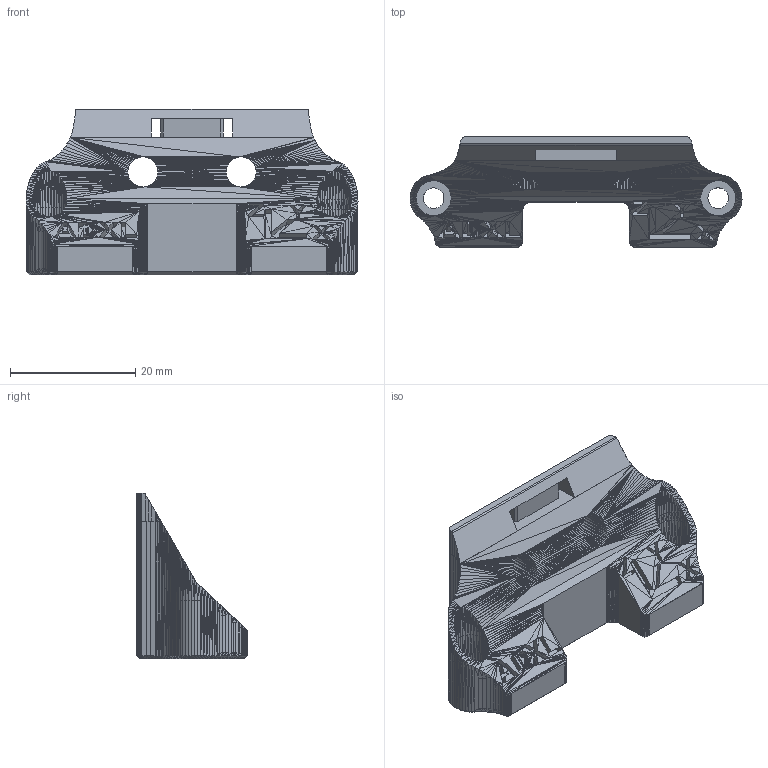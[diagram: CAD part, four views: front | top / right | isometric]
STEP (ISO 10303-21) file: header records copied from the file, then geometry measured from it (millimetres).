
FILE_DESCRIPTION(/* description */ (''),/* implementation_level */ '2;1');
FILE_NAME(/* name */ 'Adxl Mount v5.step',/* time_stamp */ '2021-09-05T21:22:39+02:00',/* author */ (''),/* organization */ (''),/* preprocessor_version */ 'ST-DEVELOPER v18.1',/* originating_system */ 'Autodesk Translation Framework v10.10.0.1391',/* authorisation */ '');
FILE_SCHEMA (('AUTOMOTIVE_DESIGN { 1 0 10303 214 3 1 1 }'));
Products named in the file (1): Adxl Mount
Bounding box: 53.02 x 17.66 x 26.5 mm (x, y, z)
Volume: 8808.9 mm3; surface area: 4649.2 mm2
Topology: 1 solids, 1 shells, 2825 faces, 4692 edges, 1861 vertices
Faces by surface type: plane 2824, cylinder 1
Entity records: 59219 total; most frequent: DIRECTION 10348, ORIENTED_EDGE 9384, CARTESIAN_POINT 9379, EDGE_CURVE 4692, LINE 4688, VECTOR 4688, AXIS2_PLACEMENT_3D 2830, EDGE_LOOP 2829
